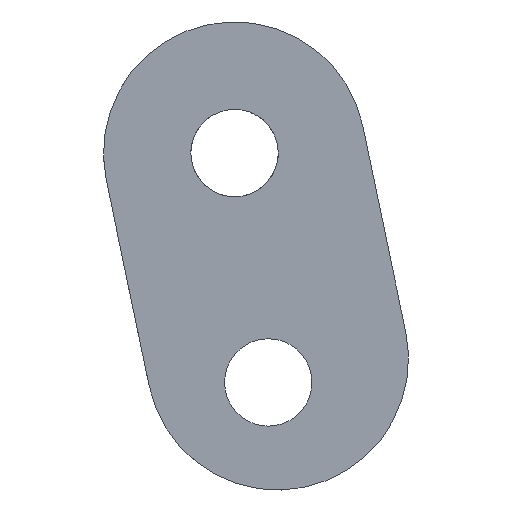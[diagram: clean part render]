
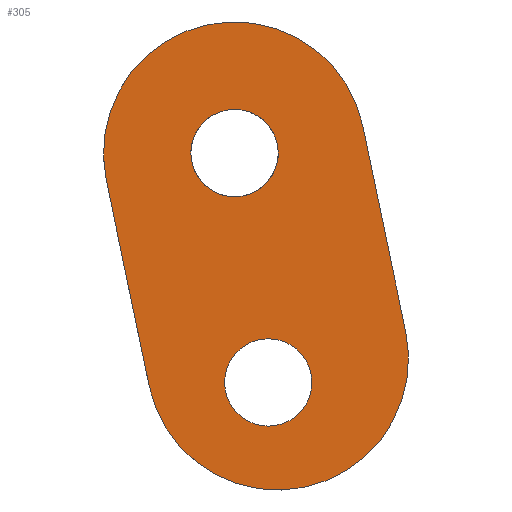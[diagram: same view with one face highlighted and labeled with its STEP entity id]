
A CAD part, left-side view. The second image highlights one B-rep face of the part: STEP entity #305.
In plain terms, the highlighted planar face has unit normal (-1, -0.001, 0).
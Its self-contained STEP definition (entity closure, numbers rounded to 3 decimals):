
#51=CARTESIAN_POINT('Vertex',(162.919,143.501,-155.073)) ;
#54=CARTESIAN_POINT('Axis2P3D Location',(162.925,134.102,-153.115)) ;
#58=CARTESIAN_POINT('Vertex',(162.931,124.704,-151.158)) ;
#89=CARTESIAN_POINT('Vertex',(162.919,140.36,-170.149)) ;
#92=CARTESIAN_POINT('Line Origine',(162.919,141.93,-162.611)) ;
#120=CARTESIAN_POINT('Vertex',(162.931,121.564,-166.234)) ;
#123=CARTESIAN_POINT('Axis2P3D Location',(162.925,130.962,-168.192)) ;
#140=CARTESIAN_POINT('Line Origine',(162.931,123.134,-158.696)) ;
#214=CARTESIAN_POINT('Vertex',(162.926,128.437,-169.91)) ;
#217=CARTESIAN_POINT('Axis2P3D Location',(162.924,131.637,-169.91)) ;
#221=CARTESIAN_POINT('Vertex',(162.922,134.837,-169.91)) ;
#236=CARTESIAN_POINT('Axis2P3D Location',(162.924,131.637,-169.91)) ;
#248=CARTESIAN_POINT('Axis2P3D Location',(163.029,0.102,-0.022)) ;
#264=CARTESIAN_POINT('Control Point',(162.923,137.302,-153.115)) ;
#265=CARTESIAN_POINT('Control Point',(162.923,137.302,-153.618)) ;
#266=CARTESIAN_POINT('Control Point',(162.923,137.204,-154.121)) ;
#267=CARTESIAN_POINT('Control Point',(162.923,137.006,-154.598)) ;
#268=CARTESIAN_POINT('Control Point',(162.923,136.435,-155.448)) ;
#269=CARTESIAN_POINT('Control Point',(162.924,135.584,-156.019)) ;
#270=CARTESIAN_POINT('Control Point',(162.924,135.108,-156.217)) ;
#271=CARTESIAN_POINT('Control Point',(162.925,134.102,-156.414)) ;
#272=CARTESIAN_POINT('Control Point',(162.925,133.097,-156.217)) ;
#273=CARTESIAN_POINT('Control Point',(162.926,132.62,-156.019)) ;
#274=CARTESIAN_POINT('Control Point',(162.926,131.77,-155.448)) ;
#275=CARTESIAN_POINT('Control Point',(162.927,131.198,-154.598)) ;
#276=CARTESIAN_POINT('Control Point',(162.927,131.001,-154.121)) ;
#277=CARTESIAN_POINT('Control Point',(162.927,130.902,-153.618)) ;
#278=CARTESIAN_POINT('Control Point',(162.927,130.902,-153.115)) ;
#279=CARTESIAN_POINT('Vertex',(162.923,137.302,-153.115)) ;
#281=CARTESIAN_POINT('Vertex',(162.927,130.902,-153.115)) ;
#285=CARTESIAN_POINT('Control Point',(162.927,130.902,-153.115)) ;
#286=CARTESIAN_POINT('Control Point',(162.927,130.902,-152.613)) ;
#287=CARTESIAN_POINT('Control Point',(162.927,131.001,-152.11)) ;
#288=CARTESIAN_POINT('Control Point',(162.927,131.198,-151.633)) ;
#289=CARTESIAN_POINT('Control Point',(162.927,131.77,-150.783)) ;
#290=CARTESIAN_POINT('Control Point',(162.926,132.62,-150.212)) ;
#291=CARTESIAN_POINT('Control Point',(162.926,133.097,-150.014)) ;
#292=CARTESIAN_POINT('Control Point',(162.926,134.102,-149.817)) ;
#293=CARTESIAN_POINT('Control Point',(162.925,135.108,-150.014)) ;
#294=CARTESIAN_POINT('Control Point',(162.925,135.584,-150.212)) ;
#295=CARTESIAN_POINT('Control Point',(162.924,136.435,-150.783)) ;
#296=CARTESIAN_POINT('Control Point',(162.924,137.006,-151.633)) ;
#297=CARTESIAN_POINT('Control Point',(162.923,137.204,-152.11)) ;
#298=CARTESIAN_POINT('Control Point',(162.923,137.302,-152.613)) ;
#299=CARTESIAN_POINT('Control Point',(162.923,137.302,-153.115)) ;
#94=VECTOR('Line Direction',#93,1.) ;
#142=VECTOR('Line Direction',#141,1.) ;
#55=DIRECTION('Axis2P3D Direction',(-1.,-0.001,0.)) ;
#93=DIRECTION('Vector Direction',(0.,-0.204,-0.979)) ;
#124=DIRECTION('Axis2P3D Direction',(-1.,-0.001,0.)) ;
#141=DIRECTION('Vector Direction',(0.,0.204,0.979)) ;
#218=DIRECTION('Axis2P3D Direction',(-1.,-0.001,0.)) ;
#237=DIRECTION('Axis2P3D Direction',(-1.,-0.001,0.)) ;
#249=DIRECTION('Axis2P3D Direction',(-1.,-0.001,0.)) ;
#250=DIRECTION('Axis2P3D XDirection',(0.001,-1.,0.)) ;
#56=AXIS2_PLACEMENT_3D('Circle Axis2P3D',#54,#55,$) ;
#125=AXIS2_PLACEMENT_3D('Circle Axis2P3D',#123,#124,$) ;
#219=AXIS2_PLACEMENT_3D('Circle Axis2P3D',#217,#218,$) ;
#238=AXIS2_PLACEMENT_3D('Circle Axis2P3D',#236,#237,$) ;
#251=AXIS2_PLACEMENT_3D('Plane Axis2P3D',#248,#249,#250) ;
#95=LINE('Line',#92,#94) ;
#143=LINE('Line',#140,#142) ;
#57=CIRCLE('generated circle',#56,9.6) ;
#126=CIRCLE('generated circle',#125,9.6) ;
#220=CIRCLE('generated circle',#219,3.2) ;
#239=CIRCLE('generated circle',#238,3.2) ;
#252=PLANE('',#251) ;
#262=FACE_BOUND('',#259,.T.) ;
#304=FACE_BOUND('',#301,.T.) ;
#60=EDGE_CURVE('',#59,#52,#57,.T.) ;
#96=EDGE_CURVE('',#52,#90,#95,.T.) ;
#127=EDGE_CURVE('',#90,#121,#126,.T.) ;
#144=EDGE_CURVE('',#121,#59,#143,.T.) ;
#223=EDGE_CURVE('',#215,#222,#220,.T.) ;
#240=EDGE_CURVE('',#222,#215,#239,.T.) ;
#283=EDGE_CURVE('',#280,#282,#263,.T.) ;
#300=EDGE_CURVE('',#282,#280,#284,.T.) ;
#254=ORIENTED_EDGE('',*,*,#96,.T.) ;
#255=ORIENTED_EDGE('',*,*,#127,.T.) ;
#256=ORIENTED_EDGE('',*,*,#144,.T.) ;
#257=ORIENTED_EDGE('',*,*,#60,.T.) ;
#260=ORIENTED_EDGE('',*,*,#240,.F.) ;
#261=ORIENTED_EDGE('',*,*,#223,.F.) ;
#302=ORIENTED_EDGE('',*,*,#283,.F.) ;
#303=ORIENTED_EDGE('',*,*,#300,.F.) ;
#253=EDGE_LOOP('',(#254,#255,#256,#257)) ;
#259=EDGE_LOOP('',(#260,#261)) ;
#301=EDGE_LOOP('',(#302,#303)) ;
#52=VERTEX_POINT('',#51) ;
#59=VERTEX_POINT('',#58) ;
#90=VERTEX_POINT('',#89) ;
#121=VERTEX_POINT('',#120) ;
#215=VERTEX_POINT('',#214) ;
#222=VERTEX_POINT('',#221) ;
#280=VERTEX_POINT('',#279) ;
#282=VERTEX_POINT('',#281) ;
#305=ADVANCED_FACE('Corps principal',(#258,#262,#304),#252,.T.) ;
#263=B_SPLINE_CURVE_WITH_KNOTS('',5,(#264,#265,#266,#267,#268,#269,#270,#271,#272,#273,#274,#275,#276,#277,#278),.UNSPECIFIED.,.F.,.U.,(6,3,3,3,6),(10.053,12.566,15.08,17.593,20.106),.UNSPECIFIED.) ;
#284=B_SPLINE_CURVE_WITH_KNOTS('',5,(#285,#286,#287,#288,#289,#290,#291,#292,#293,#294,#295,#296,#297,#298,#299),.UNSPECIFIED.,.F.,.U.,(6,3,3,3,6),(0.,2.513,5.027,7.54,10.053),.UNSPECIFIED.) ;
#258=FACE_OUTER_BOUND('',#253,.T.) ;
